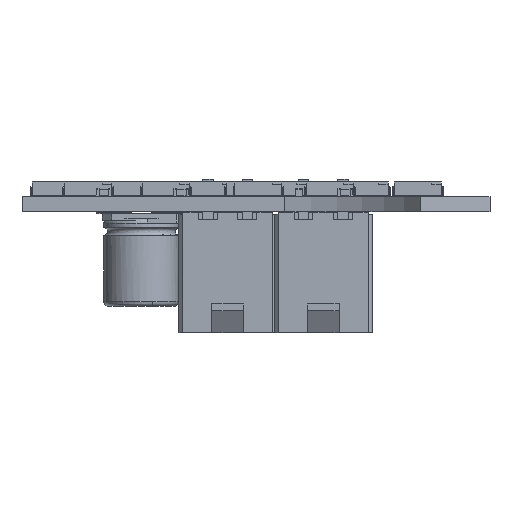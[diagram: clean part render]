
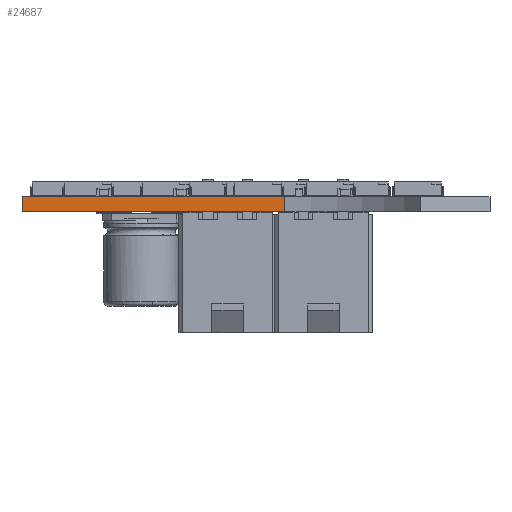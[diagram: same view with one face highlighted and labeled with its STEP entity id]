
A CAD part, front view. The second image highlights one B-rep face of the part: STEP entity #24687.
In plain terms, the highlighted planar face has unit normal (0.002, -1, 0).
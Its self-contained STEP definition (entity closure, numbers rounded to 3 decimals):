
#23423 = PLANE('',#23424);
#23424 = AXIS2_PLACEMENT_3D('',#23425,#23426,#23427);
#23425 = CARTESIAN_POINT('',(-3.943,-2.04,1.6));
#23426 = DIRECTION('',(0.,0.,1.));
#23427 = DIRECTION('',(1.,0.,0.));
#23477 = PLANE('',#23478);
#23478 = AXIS2_PLACEMENT_3D('',#23479,#23480,#23481);
#23479 = CARTESIAN_POINT('',(-3.943,-2.04,0.));
#23480 = DIRECTION('',(0.,0.,1.));
#23481 = DIRECTION('',(1.,0.,0.));
#23670 = VERTEX_POINT('',#23671);
#23671 = CARTESIAN_POINT('',(-24.892,-36.101,0.));
#23685 = PLANE('',#23686);
#23686 = AXIS2_PLACEMENT_3D('',#23687,#23688,#23689);
#23687 = CARTESIAN_POINT('',(-24.892,44.436,0.));
#23688 = DIRECTION('',(1.,0.,0.));
#23689 = DIRECTION('',(0.,-1.,0.));
#23697 = EDGE_CURVE('',#23670,#23698,#23700,.T.);
#23698 = VERTEX_POINT('',#23699);
#23699 = CARTESIAN_POINT('',(3.048,-36.037,0.));
#23700 = SURFACE_CURVE('',#23701,(#23705,#23712),.PCURVE_S1.);
#23701 = LINE('',#23702,#23703);
#23702 = CARTESIAN_POINT('',(-24.892,-36.101,0.));
#23703 = VECTOR('',#23704,1.);
#23704 = DIRECTION('',(1.,0.002,0.));
#23705 = PCURVE('',#23477,#23706);
#23706 = DEFINITIONAL_REPRESENTATION('',(#23707),#23711);
#23707 = LINE('',#23708,#23709);
#23708 = CARTESIAN_POINT('',(-20.949,-34.062));
#23709 = VECTOR('',#23710,1.);
#23710 = DIRECTION('',(1.,0.002));
#23711 = ( GEOMETRIC_REPRESENTATION_CONTEXT(2) 
PARAMETRIC_REPRESENTATION_CONTEXT() REPRESENTATION_CONTEXT('2D SPACE',''
  ) );
#23712 = PCURVE('',#23713,#23718);
#23713 = PLANE('',#23714);
#23714 = AXIS2_PLACEMENT_3D('',#23715,#23716,#23717);
#23715 = CARTESIAN_POINT('',(-24.892,-36.101,0.));
#23716 = DIRECTION('',(-0.002,1.,0.));
#23717 = DIRECTION('',(1.,0.002,0.));
#23718 = DEFINITIONAL_REPRESENTATION('',(#23719),#23723);
#23719 = LINE('',#23720,#23721);
#23720 = CARTESIAN_POINT('',(0.,0.));
#23721 = VECTOR('',#23722,1.);
#23722 = DIRECTION('',(1.,0.));
#23723 = ( GEOMETRIC_REPRESENTATION_CONTEXT(2) 
PARAMETRIC_REPRESENTATION_CONTEXT() REPRESENTATION_CONTEXT('2D SPACE',''
  ) );
#23742 = CYLINDRICAL_SURFACE('',#23743,19.05);
#23743 = AXIS2_PLACEMENT_3D('',#23744,#23745,#23746);
#23744 = CARTESIAN_POINT('',(1.7,-55.039,0.));
#23745 = DIRECTION('',(0.,0.,-1.));
#23746 = DIRECTION('',(1.,0.,0.));
#24177 = VERTEX_POINT('',#24178);
#24178 = CARTESIAN_POINT('',(-24.892,-36.101,1.6));
#24199 = EDGE_CURVE('',#24177,#24200,#24202,.T.);
#24200 = VERTEX_POINT('',#24201);
#24201 = CARTESIAN_POINT('',(3.048,-36.037,1.6));
#24202 = SURFACE_CURVE('',#24203,(#24207,#24214),.PCURVE_S1.);
#24203 = LINE('',#24204,#24205);
#24204 = CARTESIAN_POINT('',(-24.892,-36.101,1.6));
#24205 = VECTOR('',#24206,1.);
#24206 = DIRECTION('',(1.,0.002,0.));
#24207 = PCURVE('',#23423,#24208);
#24208 = DEFINITIONAL_REPRESENTATION('',(#24209),#24213);
#24209 = LINE('',#24210,#24211);
#24210 = CARTESIAN_POINT('',(-20.949,-34.062));
#24211 = VECTOR('',#24212,1.);
#24212 = DIRECTION('',(1.,0.002));
#24213 = ( GEOMETRIC_REPRESENTATION_CONTEXT(2) 
PARAMETRIC_REPRESENTATION_CONTEXT() REPRESENTATION_CONTEXT('2D SPACE',''
  ) );
#24214 = PCURVE('',#23713,#24215);
#24215 = DEFINITIONAL_REPRESENTATION('',(#24216),#24220);
#24216 = LINE('',#24217,#24218);
#24217 = CARTESIAN_POINT('',(0.,-1.6));
#24218 = VECTOR('',#24219,1.);
#24219 = DIRECTION('',(1.,0.));
#24220 = ( GEOMETRIC_REPRESENTATION_CONTEXT(2) 
PARAMETRIC_REPRESENTATION_CONTEXT() REPRESENTATION_CONTEXT('2D SPACE',''
  ) );
#24639 = EDGE_CURVE('',#23698,#24200,#24640,.T.);
#24640 = SURFACE_CURVE('',#24641,(#24645,#24652),.PCURVE_S1.);
#24641 = LINE('',#24642,#24643);
#24642 = CARTESIAN_POINT('',(3.048,-36.037,0.));
#24643 = VECTOR('',#24644,1.);
#24644 = DIRECTION('',(0.,0.,1.));
#24645 = PCURVE('',#23742,#24646);
#24646 = DEFINITIONAL_REPRESENTATION('',(#24647),#24651);
#24647 = LINE('',#24648,#24649);
#24648 = CARTESIAN_POINT('',(-1.5,0.));
#24649 = VECTOR('',#24650,1.);
#24650 = DIRECTION('',(0.,-1.));
#24651 = ( GEOMETRIC_REPRESENTATION_CONTEXT(2) 
PARAMETRIC_REPRESENTATION_CONTEXT() REPRESENTATION_CONTEXT('2D SPACE',''
  ) );
#24652 = PCURVE('',#23713,#24653);
#24653 = DEFINITIONAL_REPRESENTATION('',(#24654),#24658);
#24654 = LINE('',#24655,#24656);
#24655 = CARTESIAN_POINT('',(27.94,0.));
#24656 = VECTOR('',#24657,1.);
#24657 = DIRECTION('',(0.,-1.));
#24658 = ( GEOMETRIC_REPRESENTATION_CONTEXT(2) 
PARAMETRIC_REPRESENTATION_CONTEXT() REPRESENTATION_CONTEXT('2D SPACE',''
  ) );
#24666 = EDGE_CURVE('',#23670,#24177,#24667,.T.);
#24667 = SURFACE_CURVE('',#24668,(#24672,#24679),.PCURVE_S1.);
#24668 = LINE('',#24669,#24670);
#24669 = CARTESIAN_POINT('',(-24.892,-36.101,0.));
#24670 = VECTOR('',#24671,1.);
#24671 = DIRECTION('',(0.,0.,1.));
#24672 = PCURVE('',#23685,#24673);
#24673 = DEFINITIONAL_REPRESENTATION('',(#24674),#24678);
#24674 = LINE('',#24675,#24676);
#24675 = CARTESIAN_POINT('',(80.537,0.));
#24676 = VECTOR('',#24677,1.);
#24677 = DIRECTION('',(0.,-1.));
#24678 = ( GEOMETRIC_REPRESENTATION_CONTEXT(2) 
PARAMETRIC_REPRESENTATION_CONTEXT() REPRESENTATION_CONTEXT('2D SPACE',''
  ) );
#24679 = PCURVE('',#23713,#24680);
#24680 = DEFINITIONAL_REPRESENTATION('',(#24681),#24685);
#24681 = LINE('',#24682,#24683);
#24682 = CARTESIAN_POINT('',(0.,0.));
#24683 = VECTOR('',#24684,1.);
#24684 = DIRECTION('',(0.,-1.));
#24685 = ( GEOMETRIC_REPRESENTATION_CONTEXT(2) 
PARAMETRIC_REPRESENTATION_CONTEXT() REPRESENTATION_CONTEXT('2D SPACE',''
  ) );
#24687 = ADVANCED_FACE('',(#24688),#23713,.F.);
#24688 = FACE_BOUND('',#24689,.F.);
#24689 = EDGE_LOOP('',(#24690,#24691,#24692,#24693));
#24690 = ORIENTED_EDGE('',*,*,#24666,.T.);
#24691 = ORIENTED_EDGE('',*,*,#24199,.T.);
#24692 = ORIENTED_EDGE('',*,*,#24639,.F.);
#24693 = ORIENTED_EDGE('',*,*,#23697,.F.);
